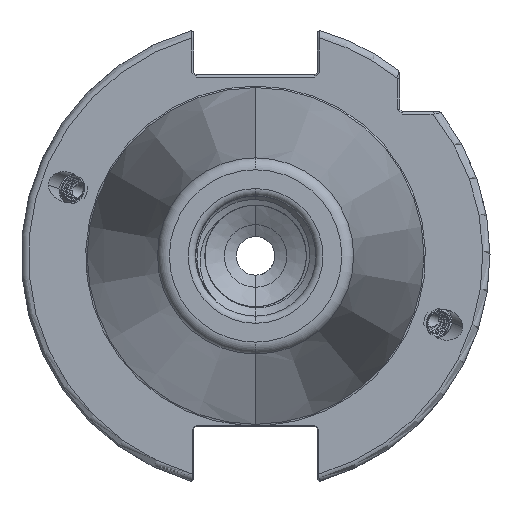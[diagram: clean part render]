
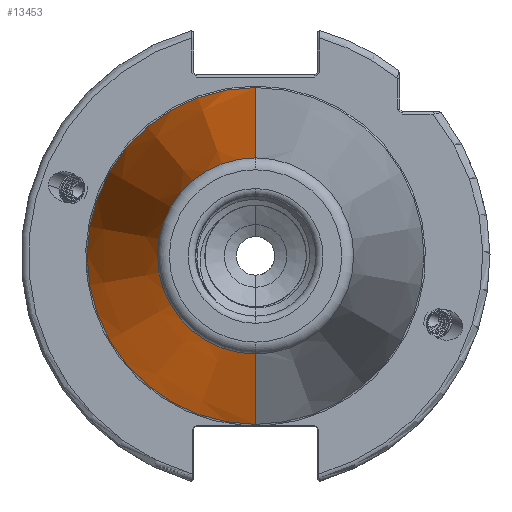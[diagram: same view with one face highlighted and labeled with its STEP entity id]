
A CAD part, left-side view. The second image highlights one B-rep face of the part: STEP entity #13453.
In plain terms, the highlighted conical face has half-angle 8.297 degrees and reference radius 35.392 mm.
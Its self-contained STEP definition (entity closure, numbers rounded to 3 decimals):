
#25 = ORIENTED_EDGE ( 'NONE', *, *, #27722, .F. ) ;
#28 = ORIENTED_EDGE ( 'NONE', *, *, #27733, .T. ) ;
#43 = ORIENTED_EDGE ( 'NONE', *, *, #27742, .F. ) ;
#51 = ORIENTED_EDGE ( 'NONE', *, *, #27698, .F. ) ;
#651 = EDGE_CURVE ( 'NONE', #5303, #5263, #23337, .T. ) ;
#757 = ORIENTED_EDGE ( 'NONE', *, *, #651, .T. ) ;
#2645 = AXIS2_PLACEMENT_3D ( 'NONE', #22776, #22740, #22761 ) ;
#5263 = VERTEX_POINT ( 'NONE', #18981 ) ;
#5283 = VERTEX_POINT ( 'NONE', #19015 ) ;
#5303 = VERTEX_POINT ( 'NONE', #18970 ) ;
#5360 = VERTEX_POINT ( 'NONE', #19030 ) ;
#5417 = VERTEX_POINT ( 'NONE', #19114 ) ;
#8625 = CARTESIAN_POINT ( 'NONE',  ( 0., 0., 35.392 ) ) ;
#8638 = DIRECTION ( 'NONE',  ( 0.99, 0., 0.144 ) ) ;
#9587 = DIRECTION ( 'NONE',  ( 1., 0., 0. ) ) ;
#9596 = DIRECTION ( 'NONE',  ( 0., 1., 0. ) ) ;
#9633 = CARTESIAN_POINT ( 'NONE',  ( -2.5, 0., 0. ) ) ;
#12627 = CARTESIAN_POINT ( 'NONE',  ( 0., 0., 0. ) ) ;
#12645 = DIRECTION ( 'NONE',  ( 1., 0., 0. ) ) ;
#12646 = DIRECTION ( 'NONE',  ( 0., 0., -1. ) ) ;
#13453 = ADVANCED_FACE ( 'NONE', ( #25954 ), #25942, .T. ) ;
#14561 = AXIS2_PLACEMENT_3D ( 'NONE', #24198, #24204, #24208 ) ;
#14589 = AXIS2_PLACEMENT_3D ( 'NONE', #9633, #9587, #9596 ) ;
#14768 = AXIS2_PLACEMENT_3D ( 'NONE', #12627, #12645, #12646 ) ;
#18970 = CARTESIAN_POINT ( 'NONE',  ( -102.811, 0., -20.399 ) ) ;
#18981 = CARTESIAN_POINT ( 'NONE',  ( -102.811, 0., 20.399 ) ) ;
#19015 = CARTESIAN_POINT ( 'NONE',  ( -2.5, 0., -35.027 ) ) ;
#19030 = CARTESIAN_POINT ( 'NONE',  ( -2.5, 35.027, 0. ) ) ;
#19114 = CARTESIAN_POINT ( 'NONE',  ( -2.5, 0., 35.027 ) ) ;
#22740 = DIRECTION ( 'NONE',  ( 1., 0., 0. ) ) ;
#22761 = DIRECTION ( 'NONE',  ( 0., 0., 1. ) ) ;
#22776 = CARTESIAN_POINT ( 'NONE',  ( -102.811, 0., 0. ) ) ;
#23096 = EDGE_LOOP ( 'NONE', ( #757, #28, #43, #51, #25 ) ) ;
#23337 = CIRCLE ( 'NONE', #2645, 20.399 ) ;
#24198 = CARTESIAN_POINT ( 'NONE',  ( -2.5, 0., 0. ) ) ;
#24204 = DIRECTION ( 'NONE',  ( 1., 0., 0. ) ) ;
#24208 = DIRECTION ( 'NONE',  ( 0., 1., 0. ) ) ;
#24327 = CARTESIAN_POINT ( 'NONE',  ( 0., 0., -35.392 ) ) ;
#24372 = DIRECTION ( 'NONE',  ( 0.99, 0., -0.144 ) ) ;
#25715 = CIRCLE ( 'NONE', #14561, 35.027 ) ;
#25720 = VECTOR ( 'NONE', #8638, 1000. ) ;
#25727 = VECTOR ( 'NONE', #24372, 1000. ) ;
#25731 = LINE ( 'NONE', #8625, #25720 ) ;
#25747 = CIRCLE ( 'NONE', #14589, 35.027 ) ;
#25750 = LINE ( 'NONE', #24327, #25727 ) ;
#25942 = CONICAL_SURFACE ( 'NONE', #14768, 35.392, 0.145 ) ;
#25954 = FACE_OUTER_BOUND ( 'NONE', #23096, .T. ) ;
#27698 = EDGE_CURVE ( 'NONE', #5283, #5360, #25715, .T. ) ;
#27722 = EDGE_CURVE ( 'NONE', #5303, #5283, #25750, .T. ) ;
#27733 = EDGE_CURVE ( 'NONE', #5263, #5417, #25731, .T. ) ;
#27742 = EDGE_CURVE ( 'NONE', #5360, #5417, #25747, .T. ) ;
